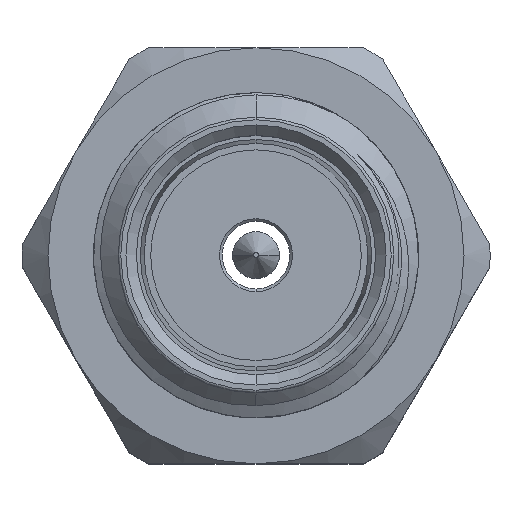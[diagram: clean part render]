
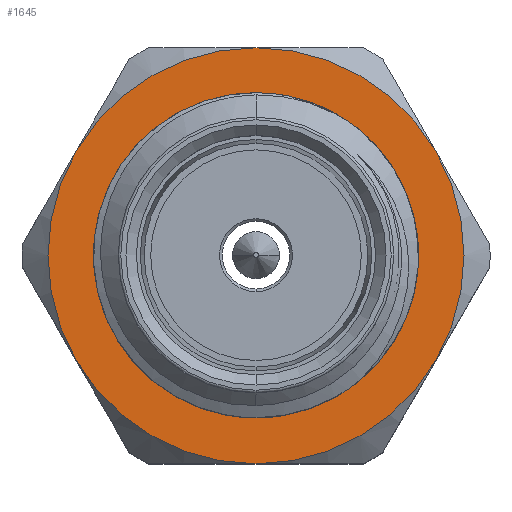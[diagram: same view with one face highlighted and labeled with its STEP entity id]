
A CAD part, top view. The second image highlights one B-rep face of the part: STEP entity #1645.
In plain terms, the highlighted planar face has unit normal (0, 0, 1).
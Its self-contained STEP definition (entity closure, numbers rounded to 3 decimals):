
#31 = AXIS2_PLACEMENT_3D ( 'NONE', #821, #1456, #2451 ) ;
#38 = EDGE_CURVE ( 'NONE', #757, #1344, #1175, .T. ) ;
#101 = EDGE_CURVE ( 'NONE', #1195, #2591, #1641, .T. ) ;
#135 = EDGE_CURVE ( 'NONE', #1344, #757, #791, .T. ) ;
#139 = CARTESIAN_POINT ( 'NONE',  ( 0., 0., 12.3 ) ) ;
#262 = EDGE_CURVE ( 'NONE', #2591, #1825, #1457, .T. ) ;
#273 = AXIS2_PLACEMENT_3D ( 'NONE', #2156, #2616, #1515 ) ;
#431 = CIRCLE ( 'NONE', #1056, 4. ) ;
#436 = CARTESIAN_POINT ( 'NONE',  ( 0., 0., 12.3 ) ) ;
#492 = DIRECTION ( 'NONE',  ( 0., 0., -1. ) ) ;
#522 = EDGE_LOOP ( 'NONE', ( #2495, #592 ) ) ;
#563 = CIRCLE ( 'NONE', #2490, 4. ) ;
#566 = DIRECTION ( 'NONE',  ( 0., 0., -1. ) ) ;
#592 = ORIENTED_EDGE ( 'NONE', *, *, #135, .T. ) ;
#646 = CARTESIAN_POINT ( 'NONE',  ( 0., 0., 12.3 ) ) ;
#725 = DIRECTION ( 'NONE',  ( 0., 0., -1. ) ) ;
#743 = AXIS2_PLACEMENT_3D ( 'NONE', #2551, #492, #2332 ) ;
#757 = VERTEX_POINT ( 'NONE', #2718 ) ;
#764 = DIRECTION ( 'NONE',  ( 0., 1., 0. ) ) ;
#791 = CIRCLE ( 'NONE', #2561, 2.85 ) ;
#821 = CARTESIAN_POINT ( 'NONE',  ( 0., 0., 12.3 ) ) ;
#868 = VERTEX_POINT ( 'NONE', #2896 ) ;
#1056 = AXIS2_PLACEMENT_3D ( 'NONE', #646, #2734, #1152 ) ;
#1079 = EDGE_CURVE ( 'NONE', #2674, #1709, #1601, .T. ) ;
#1116 = EDGE_CURVE ( 'NONE', #1709, #868, #2769, .T. ) ;
#1152 = DIRECTION ( 'NONE',  ( 0., 1., 0. ) ) ;
#1175 = CIRCLE ( 'NONE', #1507, 2.85 ) ;
#1195 = VERTEX_POINT ( 'NONE', #1452 ) ;
#1282 = CARTESIAN_POINT ( 'NONE',  ( -3.464, 2., 12.3 ) ) ;
#1344 = VERTEX_POINT ( 'NONE', #2275 ) ;
#1452 = CARTESIAN_POINT ( 'NONE',  ( -3.464, -2., 12.3 ) ) ;
#1456 = DIRECTION ( 'NONE',  ( 0., 0., -1. ) ) ;
#1457 = CIRCLE ( 'NONE', #2809, 4. ) ;
#1507 = AXIS2_PLACEMENT_3D ( 'NONE', #1605, #725, #2066 ) ;
#1515 = DIRECTION ( 'NONE',  ( 0., 1., 0. ) ) ;
#1563 = ORIENTED_EDGE ( 'NONE', *, *, #2876, .F. ) ;
#1582 = ORIENTED_EDGE ( 'NONE', *, *, #1116, .F. ) ;
#1595 = CARTESIAN_POINT ( 'NONE',  ( 0., 2.65, 12.3 ) ) ;
#1601 = CIRCLE ( 'NONE', #743, 4. ) ;
#1605 = CARTESIAN_POINT ( 'NONE',  ( 0., 0., 12.3 ) ) ;
#1638 = FACE_BOUND ( 'NONE', #522, .T. ) ;
#1641 = CIRCLE ( 'NONE', #31, 4. ) ;
#1645 = ADVANCED_FACE ( 'NONE', ( #1638, #1885 ), #1657, .T. ) ;
#1657 = PLANE ( 'NONE',  #1707 ) ;
#1707 = AXIS2_PLACEMENT_3D ( 'NONE', #1595, #2116, #2563 ) ;
#1708 = CARTESIAN_POINT ( 'NONE',  ( 3.464, -2., 12.3 ) ) ;
#1709 = VERTEX_POINT ( 'NONE', #1708 ) ;
#1814 = ORIENTED_EDGE ( 'NONE', *, *, #262, .F. ) ;
#1825 = VERTEX_POINT ( 'NONE', #2168 ) ;
#1885 = FACE_OUTER_BOUND ( 'NONE', #2407, .T. ) ;
#1887 = CARTESIAN_POINT ( 'NONE',  ( 0., 0., 12.3 ) ) ;
#2034 = ORIENTED_EDGE ( 'NONE', *, *, #2440, .F. ) ;
#2066 = DIRECTION ( 'NONE',  ( 0., -1., 0. ) ) ;
#2116 = DIRECTION ( 'NONE',  ( 0., 0., 1. ) ) ;
#2133 = DIRECTION ( 'NONE',  ( 0., 0., -1. ) ) ;
#2156 = CARTESIAN_POINT ( 'NONE',  ( 0., 0., 12.3 ) ) ;
#2168 = CARTESIAN_POINT ( 'NONE',  ( 0., 4., 12.3 ) ) ;
#2176 = DIRECTION ( 'NONE',  ( 0., -1., 0. ) ) ;
#2214 = CARTESIAN_POINT ( 'NONE',  ( 3.464, 2., 12.3 ) ) ;
#2275 = CARTESIAN_POINT ( 'NONE',  ( 0., 2.85, 12.3 ) ) ;
#2332 = DIRECTION ( 'NONE',  ( 0., 1., 0. ) ) ;
#2407 = EDGE_LOOP ( 'NONE', ( #2034, #1814, #2720, #1563, #1582, #2793 ) ) ;
#2440 = EDGE_CURVE ( 'NONE', #1825, #2674, #563, .T. ) ;
#2451 = DIRECTION ( 'NONE',  ( 0., 1., 0. ) ) ;
#2465 = DIRECTION ( 'NONE',  ( 0., 1., 0. ) ) ;
#2490 = AXIS2_PLACEMENT_3D ( 'NONE', #1887, #2133, #764 ) ;
#2495 = ORIENTED_EDGE ( 'NONE', *, *, #38, .T. ) ;
#2504 = DIRECTION ( 'NONE',  ( 0., 0., -1. ) ) ;
#2551 = CARTESIAN_POINT ( 'NONE',  ( 0., 0., 12.3 ) ) ;
#2561 = AXIS2_PLACEMENT_3D ( 'NONE', #139, #566, #2176 ) ;
#2563 = DIRECTION ( 'NONE',  ( 0., -1., 0. ) ) ;
#2591 = VERTEX_POINT ( 'NONE', #1282 ) ;
#2616 = DIRECTION ( 'NONE',  ( 0., 0., -1. ) ) ;
#2674 = VERTEX_POINT ( 'NONE', #2214 ) ;
#2718 = CARTESIAN_POINT ( 'NONE',  ( 0., -2.85, 12.3 ) ) ;
#2720 = ORIENTED_EDGE ( 'NONE', *, *, #101, .F. ) ;
#2734 = DIRECTION ( 'NONE',  ( 0., 0., -1. ) ) ;
#2769 = CIRCLE ( 'NONE', #273, 4. ) ;
#2793 = ORIENTED_EDGE ( 'NONE', *, *, #1079, .F. ) ;
#2809 = AXIS2_PLACEMENT_3D ( 'NONE', #436, #2504, #2465 ) ;
#2876 = EDGE_CURVE ( 'NONE', #868, #1195, #431, .T. ) ;
#2896 = CARTESIAN_POINT ( 'NONE',  ( 0., -4., 12.3 ) ) ;
